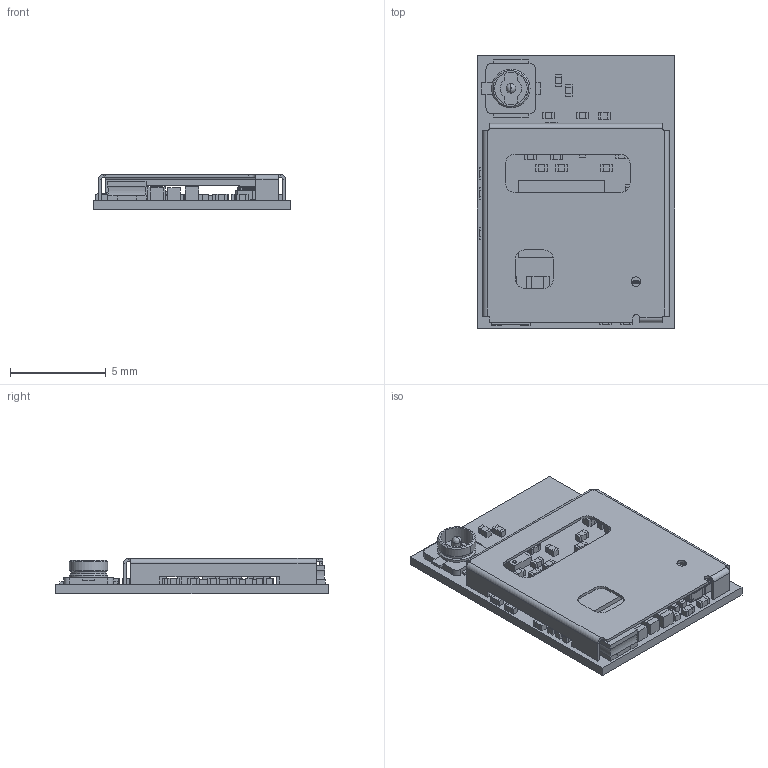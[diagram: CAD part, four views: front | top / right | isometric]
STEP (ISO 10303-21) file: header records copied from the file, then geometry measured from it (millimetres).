
FILE_DESCRIPTION(('Open CASCADE Model'),'2;1');
FILE_NAME('Open CASCADE Shape Model','2025-10-29T10:48:36',('Author'),( 'Open CASCADE'),'Open CASCADE STEP processor 7.5','Open CASCADE 7.5' ,'Unknown');
FILE_SCHEMA(('AUTOMOTIVE_DESIGN { 1 0 10303 214 1 1 1 1 }'));
Length unit declared in the file: millimetre
Products named in the file (130): PCB; Board; Open CASCADE STEP translator 7.5 1.1.1; R10; 9299942080; Extruded; 9299942240; R9; C60; 9299941600; 9299940800; C59; C58; E1; UBXH04-0000841_RGB16777215; R8; 9299936880; 9299937040; R7; 9505042832; 9830634560; L1; 9299939600; L4; J2; U.FL-R-SMT-1; C5; C1; U1; 9830633840; C41; F1; 8103179376; Cylinder; 9834605952; 9834606192; 9830633280; R6; R5; L7 ...
Assembly tree (294 placements, depth 4):
  PCB
    Board
      Open CASCADE STEP translator 7.5 1.1.1
    R10
      9299942080  x2
        Extruded
      9299942240
        Extruded
    R9
      9299942080  x2
        Extruded
      9299942240
        Extruded
    C60
      9299941600  x2
        Extruded
      9299940800
        Extruded
    C59
      9299941600  x2
        Extruded
      9299940800
        Extruded
    C58
      9299941600  x2
        Extruded
      9299940800
        Extruded
    E1
      UBXH04-0000841_RGB16777215
    R8
      9299936880  x2
        Extruded
      9299937040
        Extruded
    R7
      9505042832
        Extruded
      9830634560
        Extruded
      9299936880
        Extruded
    L1
      9299942080  x2
        Extruded
      9299939600
        Extruded
    L4
      9299941600  x2
        Extruded
      9299939600
        Extruded
    J2
      U.FL-R-SMT-1
    C5
      9299940800
        Extruded
      9299941600  x2
        Extruded
    C1
Bounding box: 10.3 x 14.2 x 1.83 mm (x, y, z)
Volume: 108.6 mm3; surface area: 790.3 mm2
Topology: 201 solids, 201 shells, 1525 faces, 3230 edges, 2109 vertices
Faces by surface type: plane 1352, cylinder 131, torus 24, cone 8, sphere 8, revolution 2
Full cylindrical faces by diameter (mm): 0.14 x1, 0.16 x2, 0.2 x1
Entity records: 21133 total; most frequent: CARTESIAN_POINT 3215, DIRECTION 3144, ORIENTED_EDGE 2496, EDGE_CURVE 1248, AXIS2_PLACEMENT_3D 1100, LINE 942, VECTOR 942, VERTEX_POINT 789
